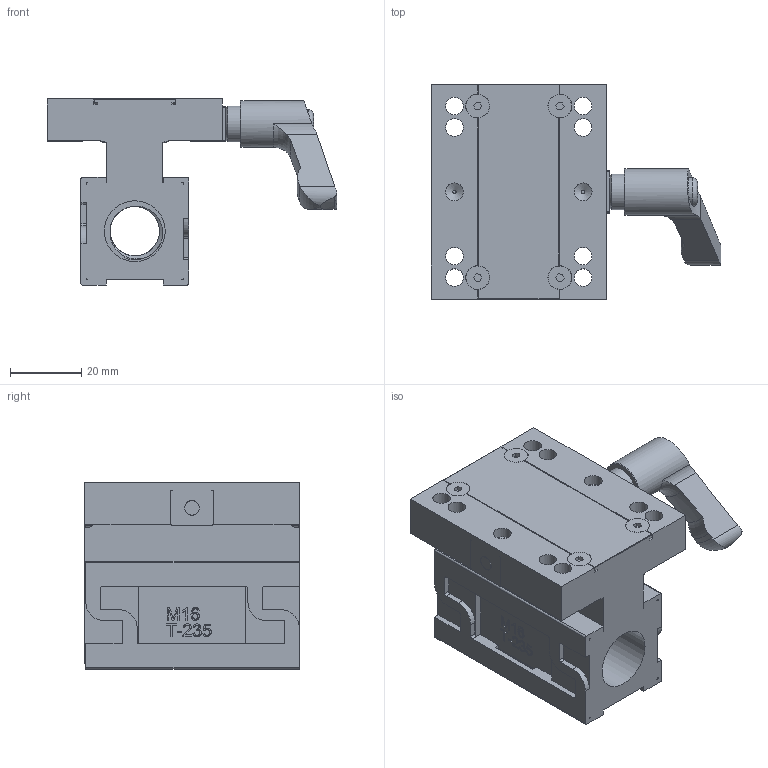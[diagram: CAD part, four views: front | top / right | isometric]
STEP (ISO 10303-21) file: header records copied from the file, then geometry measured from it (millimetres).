
FILE_DESCRIPTION(/* description */ ('Unknown'),/* implementation_level */ '2;1');
FILE_NAME(/* name */ 'A-0000003-Schlitten50-60lg-Klem',/* time_stamp */ '2020-03-29T10:06:30+02:00',/* author */ ('Unknown'),/* organization */ ('Unknown'),/* preprocessor_version */ 'ST-DEVELOPER v16.7',/* originating_system */ 'Solid Edge',/* authorisation */ 'Unknown');
FILE_SCHEMA (('AUTOMOTIVE_DESIGN {1 0 10303 214 3 1 1}'));
Length unit declared in the file: millimetre
Products named in the file (1): A-0000003-Schlitten50-60lg-Klem-Alu-dy
Bounding box: 81 x 60 x 52.1 mm (x, y, z)
Volume: 80095.8 mm3; surface area: 30977.2 mm2
Topology: 1 solids, 1 shells, 582 faces, 1627 edges, 1070 vertices
Faces by surface type: plane 369, cylinder 122, bspline 51, cone 30, torus 10
Full cylindrical faces by diameter (mm): 4.134 x1, 4.5 x1, 4.917 x8, 5 x6, 5.5 x1, 8 x1, 8.3 x1, 10 x1, 13 x1, 17 x2
Entity records: 28754 total; most frequent: CARTESIAN_POINT 10236, ORIENTED_EDGE 3142, DIRECTION 2671, EDGE_CURVE 1571, LINE 1087, VECTOR 1087, VERTEX_POINT 1052, AXIS2_PLACEMENT_3D 792
